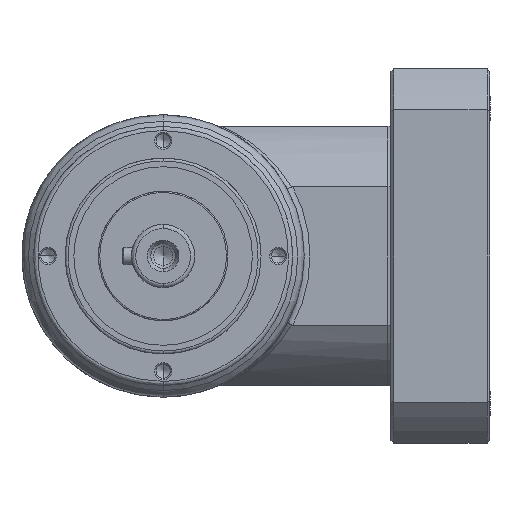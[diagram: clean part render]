
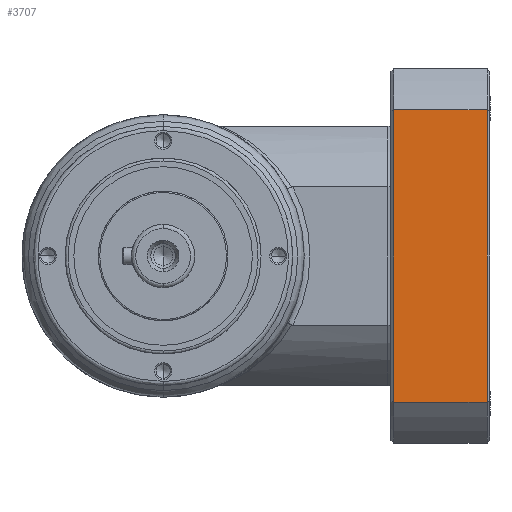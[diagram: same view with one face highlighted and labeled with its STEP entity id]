
A CAD part, left-side view. The second image highlights one B-rep face of the part: STEP entity #3707.
In plain terms, the highlighted face is planar.
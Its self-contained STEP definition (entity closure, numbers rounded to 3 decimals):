
#785 = LINE ( 'NONE', #2162, #11446 ) ;
#1849 = CARTESIAN_POINT ( 'NONE',  ( 50.806, 65., 37. ) ) ;
#1986 = DIRECTION ( 'NONE',  ( 0., 0., -1. ) ) ;
#2012 = CARTESIAN_POINT ( 'NONE',  ( 50.806, 65., 0. ) ) ;
#2162 = CARTESIAN_POINT ( 'NONE',  ( 32.5, 65., 4.5 ) ) ;
#2256 = DIRECTION ( 'NONE',  ( 1., 0., 0. ) ) ;
#3420 = VERTEX_POINT ( 'NONE', #12335 ) ;
#3624 = DIRECTION ( 'NONE',  ( 1., 0., 0. ) ) ;
#3707 = ADVANCED_FACE ( 'NONE', ( #20655 ), #8446, .T. ) ;
#3853 = VERTEX_POINT ( 'NONE', #5527 ) ;
#3964 = EDGE_CURVE ( 'NONE', #3420, #9789, #11385, .T. ) ;
#4181 = ORIENTED_EDGE ( 'NONE', *, *, #3964, .T. ) ;
#4329 = CARTESIAN_POINT ( 'NONE',  ( 65., 65., 37. ) ) ;
#4437 = EDGE_CURVE ( 'NONE', #8148, #3420, #18636, .T. ) ;
#4915 = EDGE_CURVE ( 'NONE', #9789, #3853, #11742, .T. ) ;
#4944 = EDGE_CURVE ( 'NONE', #8148, #3853, #785, .T. ) ;
#5527 = CARTESIAN_POINT ( 'NONE',  ( 50.806, 65., 4.5 ) ) ;
#6955 = EDGE_LOOP ( 'NONE', ( #20810, #12954, #4181, #20342 ) ) ;
#7922 = DIRECTION ( 'NONE',  ( -1., 0., 0. ) ) ;
#7966 = DIRECTION ( 'NONE',  ( 0., 1., 0. ) ) ;
#7987 = CARTESIAN_POINT ( 'NONE',  ( 65., 65., 0. ) ) ;
#8148 = VERTEX_POINT ( 'NONE', #18637 ) ;
#8446 = PLANE ( 'NONE',  #16755 ) ;
#9789 = VERTEX_POINT ( 'NONE', #1849 ) ;
#11263 = DIRECTION ( 'NONE',  ( 0., 0., 1. ) ) ;
#11382 = VECTOR ( 'NONE', #1986, 1000. ) ;
#11385 = LINE ( 'NONE', #4329, #13894 ) ;
#11446 = VECTOR ( 'NONE', #2256, 1000. ) ;
#11742 = LINE ( 'NONE', #2012, #11382 ) ;
#11767 = CARTESIAN_POINT ( 'NONE',  ( -50.806, 65., 0. ) ) ;
#12335 = CARTESIAN_POINT ( 'NONE',  ( -50.806, 65., 37. ) ) ;
#12954 = ORIENTED_EDGE ( 'NONE', *, *, #4437, .T. ) ;
#13894 = VECTOR ( 'NONE', #3624, 1000. ) ;
#16755 = AXIS2_PLACEMENT_3D ( 'NONE', #7987, #7966, #7922 ) ;
#18636 = LINE ( 'NONE', #11767, #19372 ) ;
#18637 = CARTESIAN_POINT ( 'NONE',  ( -50.806, 65., 4.5 ) ) ;
#19372 = VECTOR ( 'NONE', #11263, 1000. ) ;
#20342 = ORIENTED_EDGE ( 'NONE', *, *, #4915, .T. ) ;
#20655 = FACE_OUTER_BOUND ( 'NONE', #6955, .T. ) ;
#20810 = ORIENTED_EDGE ( 'NONE', *, *, #4944, .F. ) ;
